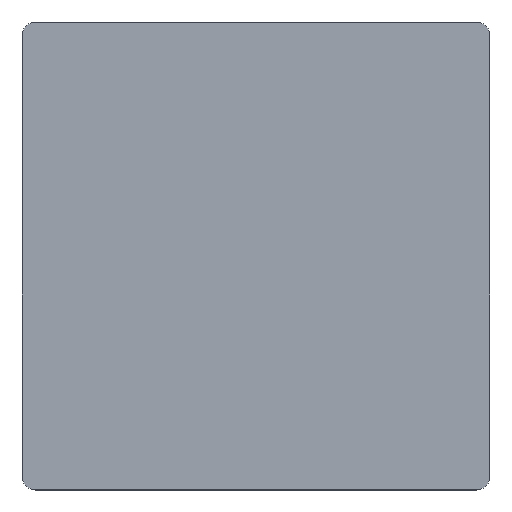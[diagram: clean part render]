
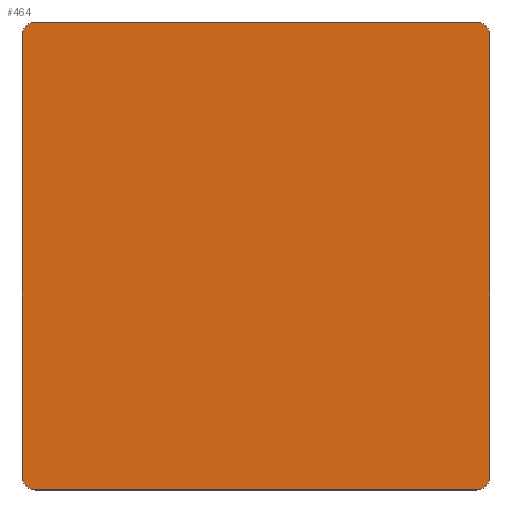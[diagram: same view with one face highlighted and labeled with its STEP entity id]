
A CAD part, top view. The second image highlights one B-rep face of the part: STEP entity #464.
In plain terms, the highlighted planar face has unit normal (0, 0, 1).
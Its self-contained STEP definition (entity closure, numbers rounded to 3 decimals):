
#32=CIRCLE('',#496,2.);
#33=CIRCLE('',#499,2.);
#42=CIRCLE('',#520,2.);
#43=CIRCLE('',#523,2.);
#74=FACE_OUTER_BOUND('',#102,.T.);
#102=EDGE_LOOP('',(#415,#416,#417,#418,#419,#420,#421,#422));
#122=LINE('',#724,#166);
#125=LINE('',#732,#169);
#144=LINE('',#791,#188);
#146=LINE('',#796,#190);
#166=VECTOR('',#585,10.);
#169=VECTOR('',#594,10.);
#188=VECTOR('',#655,10.);
#190=VECTOR('',#663,10.);
#207=VERTEX_POINT('',#716);
#208=VERTEX_POINT('',#718);
#209=VERTEX_POINT('',#722);
#210=VERTEX_POINT('',#726);
#211=VERTEX_POINT('',#730);
#228=VERTEX_POINT('',#784);
#229=VERTEX_POINT('',#786);
#230=VERTEX_POINT('',#790);
#256=EDGE_CURVE('',#208,#207,#32,.T.);
#259=EDGE_CURVE('',#207,#209,#122,.T.);
#261=EDGE_CURVE('',#209,#210,#33,.T.);
#263=EDGE_CURVE('',#210,#211,#125,.T.);
#289=EDGE_CURVE('',#229,#228,#42,.T.);
#291=EDGE_CURVE('',#230,#229,#144,.T.);
#293=EDGE_CURVE('',#211,#230,#43,.T.);
#294=EDGE_CURVE('',#228,#208,#146,.T.);
#415=ORIENTED_EDGE('',*,*,#294,.T.);
#416=ORIENTED_EDGE('',*,*,#256,.T.);
#417=ORIENTED_EDGE('',*,*,#259,.T.);
#418=ORIENTED_EDGE('',*,*,#261,.T.);
#419=ORIENTED_EDGE('',*,*,#263,.T.);
#420=ORIENTED_EDGE('',*,*,#293,.T.);
#421=ORIENTED_EDGE('',*,*,#291,.T.);
#422=ORIENTED_EDGE('',*,*,#289,.T.);
#437=PLANE('',#525);
#464=ADVANCED_FACE('',(#74),#437,.T.);
#496=AXIS2_PLACEMENT_3D('',#719,#579,#580);
#499=AXIS2_PLACEMENT_3D('',#728,#589,#590);
#520=AXIS2_PLACEMENT_3D('',#787,#650,#651);
#523=AXIS2_PLACEMENT_3D('',#794,#659,#660);
#525=AXIS2_PLACEMENT_3D('',#797,#664,#665);
#579=DIRECTION('center_axis',(0.,0.,1.));
#580=DIRECTION('ref_axis',(0.,-1.,0.));
#585=DIRECTION('',(0.,1.,0.));
#589=DIRECTION('center_axis',(0.,0.,1.));
#590=DIRECTION('ref_axis',(1.,0.,0.));
#594=DIRECTION('',(-1.,0.,0.));
#650=DIRECTION('center_axis',(0.,0.,1.));
#651=DIRECTION('ref_axis',(-1.,0.,0.));
#655=DIRECTION('',(0.,-1.,0.));
#659=DIRECTION('center_axis',(0.,0.,1.));
#660=DIRECTION('ref_axis',(0.,1.,0.));
#663=DIRECTION('',(1.,0.,0.));
#664=DIRECTION('center_axis',(0.,0.,1.));
#665=DIRECTION('ref_axis',(-1.,0.,0.));
#716=CARTESIAN_POINT('',(65.15,0.,14.));
#718=CARTESIAN_POINT('',(63.15,-2.,14.));
#719=CARTESIAN_POINT('Origin',(63.15,0.,14.));
#722=CARTESIAN_POINT('',(65.15,63.15,14.));
#724=CARTESIAN_POINT('',(65.15,0.,14.));
#726=CARTESIAN_POINT('',(63.15,65.15,14.));
#728=CARTESIAN_POINT('Origin',(63.15,63.15,14.));
#730=CARTESIAN_POINT('',(0.,65.15,14.));
#732=CARTESIAN_POINT('',(63.15,65.15,14.));
#784=CARTESIAN_POINT('',(0.,-2.,14.));
#786=CARTESIAN_POINT('',(-2.,0.,14.));
#787=CARTESIAN_POINT('Origin',(0.,0.,
14.));
#790=CARTESIAN_POINT('',(-2.,63.15,14.));
#791=CARTESIAN_POINT('',(-2.,63.15,14.));
#794=CARTESIAN_POINT('Origin',(0.,63.15,14.));
#796=CARTESIAN_POINT('',(0.,-2.,14.));
#797=CARTESIAN_POINT('Origin',(31.575,31.575,14.));
